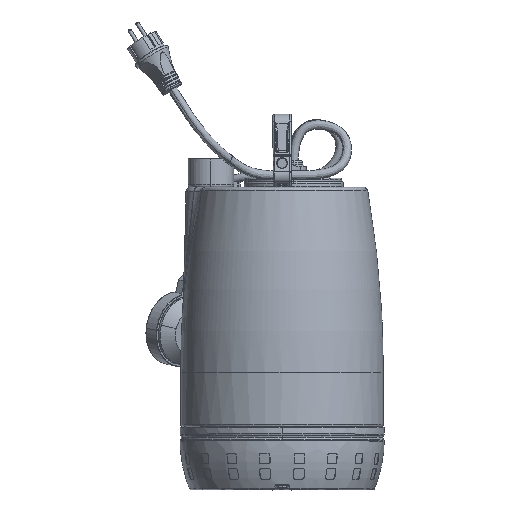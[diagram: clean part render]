
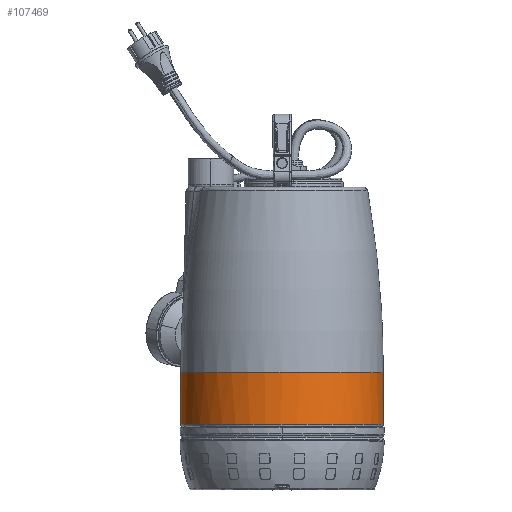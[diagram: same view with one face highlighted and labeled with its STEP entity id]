
A CAD part, top view. The second image highlights one B-rep face of the part: STEP entity #107469.
In plain terms, the highlighted cylindrical face has radius 113.25 mm (diameter 226.5 mm), a partial arc.
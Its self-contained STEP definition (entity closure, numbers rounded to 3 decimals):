
#770 = CARTESIAN_POINT ( 'NONE',  ( -35.717, -31.707, 112.52 ) ) ;
#1973 = CARTESIAN_POINT ( 'NONE',  ( -122.686, -31.707, 50.187 ) ) ;
#6947 = EDGE_CURVE ( 'NONE', #111221, #20366, #89184, .T. ) ;
#7876 = CARTESIAN_POINT ( 'NONE',  ( 88.735, -31.707, 29.364 ) ) ;
#8150 = LINE ( 'NONE', #103610, #24844 ) ;
#9952 = CARTESIAN_POINT ( 'NONE',  ( -130.521, -31.707, 29.364 ) ) ;
#11159 = CARTESIAN_POINT ( 'NONE',  ( 29.294, -31.707, 101.793 ) ) ;
#12431 = VERTEX_POINT ( 'NONE', #14237 ) ;
#14237 = CARTESIAN_POINT ( 'NONE',  ( -134.143, 26.561, 0. ) ) ;
#15055 = CARTESIAN_POINT ( 'NONE',  ( -20.893, 26.561, 0. ) ) ;
#16465 = CARTESIAN_POINT ( 'NONE',  ( 53.946, -31.707, 85.321 ) ) ;
#19171 = DIRECTION ( 'NONE',  ( 0., -1., 0. ) ) ;
#20366 = VERTEX_POINT ( 'NONE', #35812 ) ;
#24844 = VECTOR ( 'NONE', #19171, 1000. ) ;
#29555 = CARTESIAN_POINT ( 'NONE',  ( 8.471, -31.707, 109.628 ) ) ;
#30159 = CARTESIAN_POINT ( 'NONE',  ( -119.175, -31.707, 56.755 ) ) ;
#31965 = CARTESIAN_POINT ( 'NONE',  ( 92.357, -31.707, 0. ) ) ;
#32703 = EDGE_CURVE ( 'NONE', #86656, #20366, #109147, .T. ) ;
#34834 = CARTESIAN_POINT ( 'NONE',  ( 92.357, -31.707, 7.412 ) ) ;
#35812 = CARTESIAN_POINT ( 'NONE',  ( 92.357, -31.707, 0. ) ) ;
#38104 = CARTESIAN_POINT ( 'NONE',  ( -28.305, -31.707, 113.25 ) ) ;
#38714 = CARTESIAN_POINT ( 'NONE',  ( -50.256, -31.707, 109.628 ) ) ;
#39431 = DIRECTION ( 'NONE',  ( 1., 0., 0. ) ) ;
#39922 = CARTESIAN_POINT ( 'NONE',  ( -77.648, -31.707, 98.282 ) ) ;
#40522 = CARTESIAN_POINT ( 'NONE',  ( -134.143, -31.707, 0. ) ) ;
#41717 = CARTESIAN_POINT ( 'NONE',  ( 35.863, -31.707, 98.282 ) ) ;
#42312 = CARTESIAN_POINT ( 'NONE',  ( 64.428, -31.707, 74.839 ) ) ;
#47292 = CARTESIAN_POINT ( 'NONE',  ( -106.214, -31.707, 74.839 ) ) ;
#48132 = ORIENTED_EDGE ( 'NONE', *, *, #32703, .T. ) ;
#49103 = CARTESIAN_POINT ( 'NONE',  ( -133.413, -31.707, 14.824 ) ) ;
#50309 = CARTESIAN_POINT ( 'NONE',  ( 91.627, -31.707, 14.824 ) ) ;
#50959 = EDGE_LOOP ( 'NONE', ( #73145, #99332, #48132, #112536 ) ) ;
#54389 = CARTESIAN_POINT ( 'NONE',  ( 48.189, -31.707, 90.046 ) ) ;
#57690 = CIRCLE ( 'NONE', #81117, 113.25 ) ;
#61637 = CARTESIAN_POINT ( 'NONE',  ( 92.357, -33.439, 0. ) ) ;
#63106 = EDGE_CURVE ( 'NONE', #111221, #12431, #57690, .T. ) ;
#67475 = CARTESIAN_POINT ( 'NONE',  ( -57.384, -31.707, 107.466 ) ) ;
#68215 = DIRECTION ( 'NONE',  ( 0., -1., 0. ) ) ;
#68816 = FACE_OUTER_BOUND ( 'NONE', #50959, .T. ) ;
#69625 = DIRECTION ( 'NONE',  ( 0., -1., 0. ) ) ;
#70977 = VECTOR ( 'NONE', #69625, 1000. ) ;
#73145 = ORIENTED_EDGE ( 'NONE', *, *, #63106, .T. ) ;
#76049 = CARTESIAN_POINT ( 'NONE',  ( -13.48, -31.707, 113.25 ) ) ;
#77872 = CARTESIAN_POINT ( 'NONE',  ( -134.143, -31.707, 7.412 ) ) ;
#81117 = AXIS2_PLACEMENT_3D ( 'NONE', #15055, #89109, #108092 ) ;
#82602 = EDGE_CURVE ( 'NONE', #12431, #86656, #8150, .T. ) ;
#84642 = CARTESIAN_POINT ( 'NONE',  ( -71.08, -31.707, 101.793 ) ) ;
#84749 = CYLINDRICAL_SURFACE ( 'NONE', #108886, 113.25 ) ;
#85227 = CARTESIAN_POINT ( 'NONE',  ( -110.939, -31.707, 69.081 ) ) ;
#86656 = VERTEX_POINT ( 'NONE', #114405 ) ;
#89109 = DIRECTION ( 'NONE',  ( 0., -1., 0. ) ) ;
#89184 = LINE ( 'NONE', #61637, #70977 ) ;
#91741 = CARTESIAN_POINT ( 'NONE',  ( 80.9, -31.707, 50.187 ) ) ;
#97452 = CARTESIAN_POINT ( 'NONE',  ( 77.389, -31.707, 56.755 ) ) ;
#99332 = ORIENTED_EDGE ( 'NONE', *, *, #82602, .T. ) ;
#103009 = CARTESIAN_POINT ( 'NONE',  ( -89.974, -31.707, 90.046 ) ) ;
#103610 = CARTESIAN_POINT ( 'NONE',  ( -134.143, -33.439, 0. ) ) ;
#104218 = CARTESIAN_POINT ( 'NONE',  ( 15.598, -31.707, 107.466 ) ) ;
#105689 = CARTESIAN_POINT ( 'NONE',  ( 92.357, 26.561, 0. ) ) ;
#106631 = CARTESIAN_POINT ( 'NONE',  ( 69.153, -31.707, 69.081 ) ) ;
#107469 = ADVANCED_FACE ( 'NONE', ( #68816 ), #84749, .T. ) ;
#108092 = DIRECTION ( 'NONE',  ( 1., 0., 0. ) ) ;
#108886 = AXIS2_PLACEMENT_3D ( 'NONE', #115346, #68215, #39431 ) ;
#109147 = B_SPLINE_CURVE_WITH_KNOTS ( 'NONE', 3,
 ( #40522, #77872, #49103, #9952, #114006, #1973, #30159, #85227, #47292, #115236, #103009, #39922, #84642, #67475, #38714, #770, #38104, #76049, #113406, #29555, #104218, #11159, #41717, #54389, #16465, #42312, #106631, #97452, #91741, #119307, #7876, #50309, #34834, #31965 ),
 .UNSPECIFIED., .F., .F.,
 ( 4, 2, 2, 2, 2, 2, 2, 2, 2, 2, 2, 2, 2, 2, 2, 2, 4 ),
 ( 0., 0.063, 0.125, 0.188, 0.25, 0.313, 0.375, 0.438, 0.5, 0.563, 0.625, 0.688, 0.75, 0.813, 0.875, 0.938, 1. ),
 .UNSPECIFIED. ) ;
#111221 = VERTEX_POINT ( 'NONE', #105689 ) ;
#112536 = ORIENTED_EDGE ( 'NONE', *, *, #6947, .F. ) ;
#113406 = CARTESIAN_POINT ( 'NONE',  ( -6.068, -31.707, 112.52 ) ) ;
#114006 = CARTESIAN_POINT ( 'NONE',  ( -128.359, -31.707, 36.491 ) ) ;
#114405 = CARTESIAN_POINT ( 'NONE',  ( -134.143, -31.707, 0. ) ) ;
#115236 = CARTESIAN_POINT ( 'NONE',  ( -95.731, -31.707, 85.321 ) ) ;
#115346 = CARTESIAN_POINT ( 'NONE',  ( -20.893, -33.439, 0. ) ) ;
#119307 = CARTESIAN_POINT ( 'NONE',  ( 86.573, -31.707, 36.491 ) ) ;
